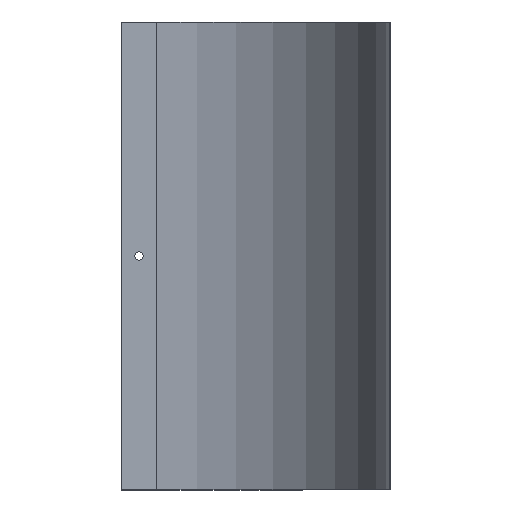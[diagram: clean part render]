
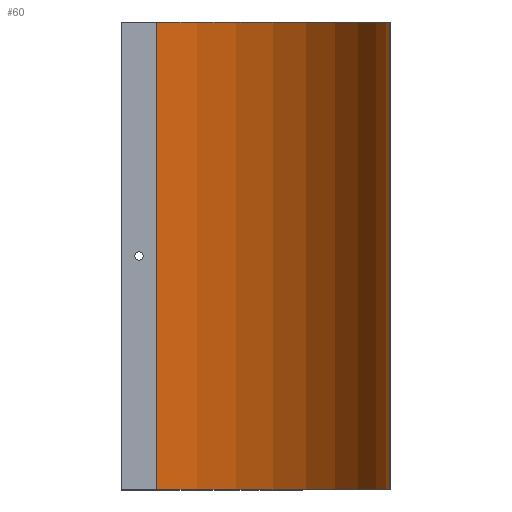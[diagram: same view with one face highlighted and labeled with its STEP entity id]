
A CAD part, left-side view. The second image highlights one B-rep face of the part: STEP entity #60.
In plain terms, the highlighted cylindrical face has radius 199.2 mm (diameter 398.4 mm), a partial arc.
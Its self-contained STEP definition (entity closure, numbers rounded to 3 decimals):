
#20 = VERTEX_POINT ( 'NONE', #41 ) ;
#41 = CARTESIAN_POINT ( 'NONE',  ( 30., -99.2, -398.4 ) ) ;
#60 = ADVANCED_FACE ( 'NONE', ( #384 ), #391, .F. ) ;
#255 = CARTESIAN_POINT ( 'NONE',  ( 229.2, 100., 0. ) ) ;
#270 = CARTESIAN_POINT ( 'NONE',  ( 30., -99.2, 0. ) ) ;
#278 = CARTESIAN_POINT ( 'NONE',  ( 229.2, 100., -398.4 ) ) ;
#384 = FACE_OUTER_BOUND ( 'NONE', #962, .T. ) ;
#391 = CYLINDRICAL_SURFACE ( 'NONE', #1140, 199.2 ) ;
#476 = CIRCLE ( 'NONE', #814, 199.2 ) ;
#481 = LINE ( 'NONE', #723, #484 ) ;
#482 = CIRCLE ( 'NONE', #815, 199.2 ) ;
#484 = VECTOR ( 'NONE', #724, 1000. ) ;
#489 = LINE ( 'NONE', #637, #491 ) ;
#491 = VECTOR ( 'NONE', #636, 1000. ) ;
#636 = DIRECTION ( 'NONE',  ( 0., 0., 1. ) ) ;
#637 = CARTESIAN_POINT ( 'NONE',  ( 30., -99.2, -399.2 ) ) ;
#644 = DIRECTION ( 'NONE',  ( 1., 0., 0. ) ) ;
#715 = DIRECTION ( 'NONE',  ( 0., 0., 1. ) ) ;
#716 = CARTESIAN_POINT ( 'NONE',  ( 30., 100., -398.4 ) ) ;
#723 = CARTESIAN_POINT ( 'NONE',  ( 229.2, 100., -399.2 ) ) ;
#724 = DIRECTION ( 'NONE',  ( 0., 0., 1. ) ) ;
#725 = CARTESIAN_POINT ( 'NONE',  ( 30., 100., 0. ) ) ;
#729 = DIRECTION ( 'NONE',  ( -1., 0., 0. ) ) ;
#730 = DIRECTION ( 'NONE',  ( 0., 0., 1. ) ) ;
#739 = EDGE_CURVE ( 'NONE', #20, #1454, #482, .T. ) ;
#740 = EDGE_CURVE ( 'NONE', #1446, #1442, #476, .T. ) ;
#741 = EDGE_CURVE ( 'NONE', #1454, #1442, #481, .T. ) ;
#745 = EDGE_CURVE ( 'NONE', #20, #1446, #489, .T. ) ;
#814 = AXIS2_PLACEMENT_3D ( 'NONE', #725, #730, #644 ) ;
#815 = AXIS2_PLACEMENT_3D ( 'NONE', #716, #715, #729 ) ;
#962 = EDGE_LOOP ( 'NONE', ( #1540, #1523, #1492, #1534 ) ) ;
#1140 = AXIS2_PLACEMENT_3D ( 'NONE', #1322, #1325, #1323 ) ;
#1322 = CARTESIAN_POINT ( 'NONE',  ( 30., 100., -399.2 ) ) ;
#1323 = DIRECTION ( 'NONE',  ( 1., 0., 0. ) ) ;
#1325 = DIRECTION ( 'NONE',  ( 0., 0., 1. ) ) ;
#1442 = VERTEX_POINT ( 'NONE', #255 ) ;
#1446 = VERTEX_POINT ( 'NONE', #270 ) ;
#1454 = VERTEX_POINT ( 'NONE', #278 ) ;
#1492 = ORIENTED_EDGE ( 'NONE', *, *, #740, .T. ) ;
#1523 = ORIENTED_EDGE ( 'NONE', *, *, #745, .T. ) ;
#1534 = ORIENTED_EDGE ( 'NONE', *, *, #741, .F. ) ;
#1540 = ORIENTED_EDGE ( 'NONE', *, *, #739, .F. ) ;
